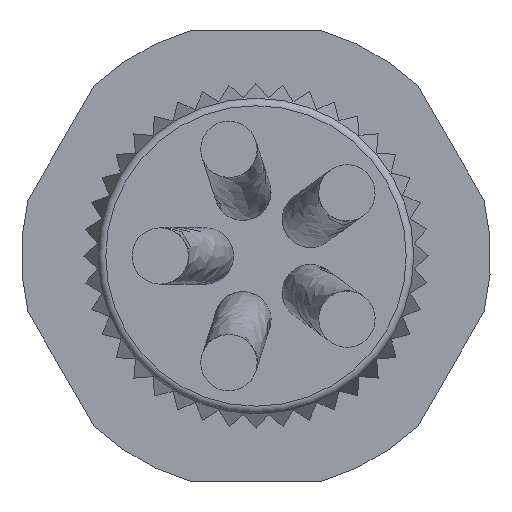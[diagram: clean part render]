
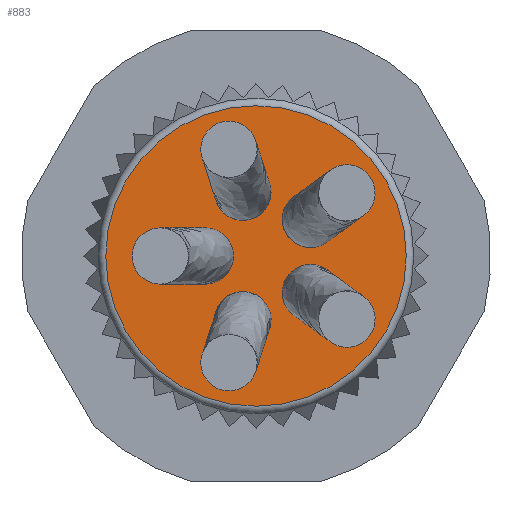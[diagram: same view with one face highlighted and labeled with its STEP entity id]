
A CAD part, front view. The second image highlights one B-rep face of the part: STEP entity #883.
In plain terms, the highlighted planar face has unit normal (0, -1, 0).
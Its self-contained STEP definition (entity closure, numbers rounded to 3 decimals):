
#249=FACE_BOUND('',#1380,.T.);
#250=FACE_BOUND('',#1381,.T.);
#251=FACE_BOUND('',#1382,.T.);
#252=FACE_BOUND('',#1383,.T.);
#253=FACE_BOUND('',#1384,.T.);
#254=FACE_BOUND('',#1385,.T.);
#883=ADVANCED_FACE('',(#249,#250,#251,#252,#253,#254),#1062,.T.);
#1062=PLANE('',#3532);
#1380=EDGE_LOOP('',(#1757));
#1381=EDGE_LOOP('',(#1758));
#1382=EDGE_LOOP('',(#1759));
#1383=EDGE_LOOP('',(#1760));
#1384=EDGE_LOOP('',(#1761));
#1385=EDGE_LOOP('',(#1762));
#1757=ORIENTED_EDGE('',*,*,#2956,.F.);
#1758=ORIENTED_EDGE('',*,*,#2957,.F.);
#1759=ORIENTED_EDGE('',*,*,#2958,.F.);
#1760=ORIENTED_EDGE('',*,*,#2959,.F.);
#1761=ORIENTED_EDGE('',*,*,#2960,.F.);
#1762=ORIENTED_EDGE('',*,*,#2961,.T.);
#2607=VERTEX_POINT('',#4920);
#2608=VERTEX_POINT('',#4922);
#2609=VERTEX_POINT('',#4924);
#2610=VERTEX_POINT('',#4926);
#2611=VERTEX_POINT('',#4928);
#2612=VERTEX_POINT('',#4930);
#2956=EDGE_CURVE('',#2607,#2607,#3361,.T.);
#2957=EDGE_CURVE('',#2608,#2608,#3362,.T.);
#2958=EDGE_CURVE('',#2609,#2609,#3363,.T.);
#2959=EDGE_CURVE('',#2610,#2610,#3364,.T.);
#2960=EDGE_CURVE('',#2611,#2611,#3365,.T.);
#2961=EDGE_CURVE('',#2612,#2612,#3366,.T.);
#3361=CIRCLE('',#3526,0.75);
#3362=CIRCLE('',#3527,0.75);
#3363=CIRCLE('',#3528,0.75);
#3364=CIRCLE('',#3529,0.75);
#3365=CIRCLE('',#3530,0.75);
#3366=CIRCLE('',#3531,4.);
#3526=AXIS2_PLACEMENT_3D('',#4919,#3989,#3990);
#3527=AXIS2_PLACEMENT_3D('',#4921,#3991,#3992);
#3528=AXIS2_PLACEMENT_3D('',#4923,#3993,#3994);
#3529=AXIS2_PLACEMENT_3D('',#4925,#3995,#3996);
#3530=AXIS2_PLACEMENT_3D('',#4927,#3997,#3998);
#3531=AXIS2_PLACEMENT_3D('',#4929,#3999,#4000);
#3532=AXIS2_PLACEMENT_3D('',#4931,#4001,#4002);
#3989=DIRECTION('',(0.,-1.,0.));
#3990=DIRECTION('',(1.,0.,0.));
#3991=DIRECTION('',(0.,-1.,0.));
#3992=DIRECTION('',(1.,0.,0.));
#3993=DIRECTION('',(0.,-1.,0.));
#3994=DIRECTION('',(1.,0.,0.));
#3995=DIRECTION('',(0.,-1.,0.));
#3996=DIRECTION('',(1.,0.,0.));
#3997=DIRECTION('',(0.,-1.,0.));
#3998=DIRECTION('',(1.,0.,0.));
#3999=DIRECTION('',(0.,-1.,0.));
#4000=DIRECTION('',(1.,0.,0.));
#4001=DIRECTION('',(0.,-1.,0.));
#4002=DIRECTION('',(-1.,0.,0.));
#4919=CARTESIAN_POINT('',(67.198,97.145,40.789));
#4920=CARTESIAN_POINT('',(67.948,97.145,40.789));
#4921=CARTESIAN_POINT('',(66.198,97.145,39.089));
#4922=CARTESIAN_POINT('',(66.948,97.145,39.089));
#4923=CARTESIAN_POINT('',(67.198,97.145,37.389));
#4924=CARTESIAN_POINT('',(67.948,97.145,37.389));
#4925=CARTESIAN_POINT('',(68.998,97.145,40.064));
#4926=CARTESIAN_POINT('',(69.748,97.145,40.064));
#4927=CARTESIAN_POINT('',(68.998,97.145,38.114));
#4928=CARTESIAN_POINT('',(69.748,97.145,38.114));
#4929=CARTESIAN_POINT('',(67.548,97.145,39.089));
#4930=CARTESIAN_POINT('',(71.548,97.145,39.09));
#4931=CARTESIAN_POINT('',(71.148,97.145,39.09));
